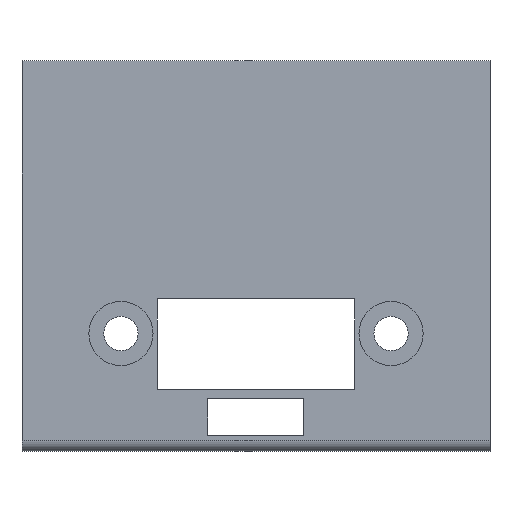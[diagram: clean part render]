
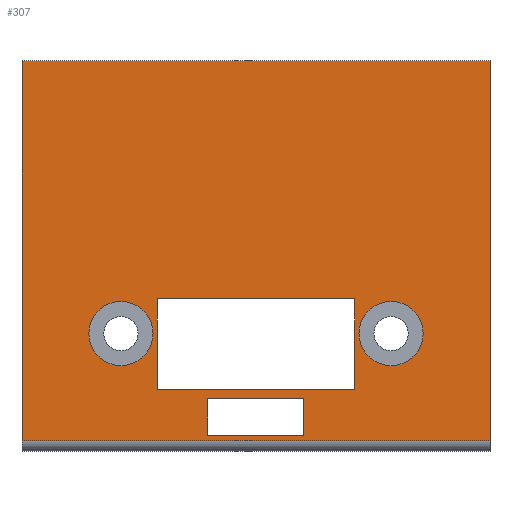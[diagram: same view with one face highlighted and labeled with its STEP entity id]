
A CAD part, left-side view. The second image highlights one B-rep face of the part: STEP entity #307.
In plain terms, the highlighted planar face has unit normal (-1, 0, 0).
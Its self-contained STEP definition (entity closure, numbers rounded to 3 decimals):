
#71 = VERTEX_POINT('',#72);
#72 = CARTESIAN_POINT('',(-8.,41.75,20.));
#78 = EDGE_CURVE('',#71,#79,#81,.T.);
#79 = VERTEX_POINT('',#80);
#80 = CARTESIAN_POINT('',(-8.,41.75,-15.5));
#81 = LINE('',#82,#83);
#82 = CARTESIAN_POINT('',(-8.,41.75,20.));
#83 = VECTOR('',#84,1.);
#84 = DIRECTION('',(0.,0.,-1.));
#102 = EDGE_CURVE('',#79,#103,#105,.T.);
#103 = VERTEX_POINT('',#104);
#104 = CARTESIAN_POINT('',(-8.,-2.,-15.5));
#105 = LINE('',#106,#107);
#106 = CARTESIAN_POINT('',(-8.,41.75,-15.5));
#107 = VECTOR('',#108,1.);
#108 = DIRECTION('',(0.,-1.,0.));
#288 = EDGE_CURVE('',#103,#289,#291,.T.);
#289 = VERTEX_POINT('',#290);
#290 = CARTESIAN_POINT('',(-8.,-2.,20.));
#291 = LINE('',#292,#293);
#292 = CARTESIAN_POINT('',(-8.,-2.,-16.5));
#293 = VECTOR('',#294,1.);
#294 = DIRECTION('',(0.,0.,1.));
#307 = ADVANCED_FACE('',(#308,#319,#353,#364,#430),#441,.F.);
#308 = FACE_BOUND('',#309,.F.);
#309 = EDGE_LOOP('',(#310,#311,#317,#318));
#310 = ORIENTED_EDGE('',*,*,#78,.F.);
#311 = ORIENTED_EDGE('',*,*,#312,.F.);
#312 = EDGE_CURVE('',#289,#71,#313,.T.);
#313 = LINE('',#314,#315);
#314 = CARTESIAN_POINT('',(-8.,-2.,20.));
#315 = VECTOR('',#316,1.);
#316 = DIRECTION('',(0.,1.,0.));
#317 = ORIENTED_EDGE('',*,*,#288,.F.);
#318 = ORIENTED_EDGE('',*,*,#102,.F.);
#319 = FACE_BOUND('',#320,.F.);
#320 = EDGE_LOOP('',(#321,#331,#339,#347));
#321 = ORIENTED_EDGE('',*,*,#322,.T.);
#322 = EDGE_CURVE('',#323,#325,#327,.T.);
#323 = VERTEX_POINT('',#324);
#324 = CARTESIAN_POINT('',(-8.,15.4,-11.6));
#325 = VERTEX_POINT('',#326);
#326 = CARTESIAN_POINT('',(-8.,24.4,-11.6));
#327 = LINE('',#328,#329);
#328 = CARTESIAN_POINT('',(-8.,15.4,-11.6));
#329 = VECTOR('',#330,1.);
#330 = DIRECTION('',(0.,1.,0.));
#331 = ORIENTED_EDGE('',*,*,#332,.T.);
#332 = EDGE_CURVE('',#325,#333,#335,.T.);
#333 = VERTEX_POINT('',#334);
#334 = CARTESIAN_POINT('',(-8.,24.4,-15.));
#335 = LINE('',#336,#337);
#336 = CARTESIAN_POINT('',(-8.,24.4,-11.6));
#337 = VECTOR('',#338,1.);
#338 = DIRECTION('',(0.,0.,-1.));
#339 = ORIENTED_EDGE('',*,*,#340,.T.);
#340 = EDGE_CURVE('',#333,#341,#343,.T.);
#341 = VERTEX_POINT('',#342);
#342 = CARTESIAN_POINT('',(-8.,15.4,-15.));
#343 = LINE('',#344,#345);
#344 = CARTESIAN_POINT('',(-8.,24.4,-15.));
#345 = VECTOR('',#346,1.);
#346 = DIRECTION('',(0.,-1.,0.));
#347 = ORIENTED_EDGE('',*,*,#348,.T.);
#348 = EDGE_CURVE('',#341,#323,#349,.T.);
#349 = LINE('',#350,#351);
#350 = CARTESIAN_POINT('',(-8.,15.4,-15.));
#351 = VECTOR('',#352,1.);
#352 = DIRECTION('',(0.,0.,1.));
#353 = FACE_BOUND('',#354,.F.);
#354 = EDGE_LOOP('',(#355));
#355 = ORIENTED_EDGE('',*,*,#356,.T.);
#356 = EDGE_CURVE('',#357,#357,#359,.T.);
#357 = VERTEX_POINT('',#358);
#358 = CARTESIAN_POINT('',(-8.,32.5,-2.5));
#359 = CIRCLE('',#360,3.);
#360 = AXIS2_PLACEMENT_3D('',#361,#362,#363);
#361 = CARTESIAN_POINT('',(-8.,32.5,-5.5));
#362 = DIRECTION('',(-1.,0.,0.));
#363 = DIRECTION('',(0.,0.,1.));
#364 = FACE_BOUND('',#365,.F.);
#365 = EDGE_LOOP('',(#366,#376,#384,#392,#400,#408,#416,#424));
#366 = ORIENTED_EDGE('',*,*,#367,.T.);
#367 = EDGE_CURVE('',#368,#370,#372,.T.);
#368 = VERTEX_POINT('',#369);
#369 = CARTESIAN_POINT('',(-8.,29.125,-10.75));
#370 = VERTEX_POINT('',#371);
#371 = CARTESIAN_POINT('',(-8.,28.375,-10.75));
#372 = LINE('',#373,#374);
#373 = CARTESIAN_POINT('',(-8.,29.125,-10.75));
#374 = VECTOR('',#375,1.);
#375 = DIRECTION('',(0.,-1.,0.));
#376 = ORIENTED_EDGE('',*,*,#377,.F.);
#377 = EDGE_CURVE('',#378,#370,#380,.T.);
#378 = VERTEX_POINT('',#379);
#379 = CARTESIAN_POINT('',(-8.,11.375,-10.75));
#380 = LINE('',#381,#382);
#381 = CARTESIAN_POINT('',(-8.,11.375,-10.75));
#382 = VECTOR('',#383,1.);
#383 = DIRECTION('',(0.,1.,0.));
#384 = ORIENTED_EDGE('',*,*,#385,.T.);
#385 = EDGE_CURVE('',#378,#386,#388,.T.);
#386 = VERTEX_POINT('',#387);
#387 = CARTESIAN_POINT('',(-8.,10.625,-10.75));
#388 = LINE('',#389,#390);
#389 = CARTESIAN_POINT('',(-8.,11.375,-10.75));
#390 = VECTOR('',#391,1.);
#391 = DIRECTION('',(0.,-1.,0.));
#392 = ORIENTED_EDGE('',*,*,#393,.T.);
#393 = EDGE_CURVE('',#386,#394,#396,.T.);
#394 = VERTEX_POINT('',#395);
#395 = CARTESIAN_POINT('',(-8.,10.625,-2.25));
#396 = LINE('',#397,#398);
#397 = CARTESIAN_POINT('',(-8.,10.625,-10.75));
#398 = VECTOR('',#399,1.);
#399 = DIRECTION('',(0.,0.,1.));
#400 = ORIENTED_EDGE('',*,*,#401,.T.);
#401 = EDGE_CURVE('',#394,#402,#404,.T.);
#402 = VERTEX_POINT('',#403);
#403 = CARTESIAN_POINT('',(-8.,11.375,-2.25));
#404 = LINE('',#405,#406);
#405 = CARTESIAN_POINT('',(-8.,10.625,-2.25));
#406 = VECTOR('',#407,1.);
#407 = DIRECTION('',(0.,1.,0.));
#408 = ORIENTED_EDGE('',*,*,#409,.F.);
#409 = EDGE_CURVE('',#410,#402,#412,.T.);
#410 = VERTEX_POINT('',#411);
#411 = CARTESIAN_POINT('',(-8.,28.375,-2.25));
#412 = LINE('',#413,#414);
#413 = CARTESIAN_POINT('',(-8.,28.375,-2.25));
#414 = VECTOR('',#415,1.);
#415 = DIRECTION('',(0.,-1.,0.));
#416 = ORIENTED_EDGE('',*,*,#417,.T.);
#417 = EDGE_CURVE('',#410,#418,#420,.T.);
#418 = VERTEX_POINT('',#419);
#419 = CARTESIAN_POINT('',(-8.,29.125,-2.25));
#420 = LINE('',#421,#422);
#421 = CARTESIAN_POINT('',(-8.,28.375,-2.25));
#422 = VECTOR('',#423,1.);
#423 = DIRECTION('',(0.,1.,0.));
#424 = ORIENTED_EDGE('',*,*,#425,.T.);
#425 = EDGE_CURVE('',#418,#368,#426,.T.);
#426 = LINE('',#427,#428);
#427 = CARTESIAN_POINT('',(-8.,29.125,-2.25));
#428 = VECTOR('',#429,1.);
#429 = DIRECTION('',(0.,0.,-1.));
#430 = FACE_BOUND('',#431,.F.);
#431 = EDGE_LOOP('',(#432));
#432 = ORIENTED_EDGE('',*,*,#433,.T.);
#433 = EDGE_CURVE('',#434,#434,#436,.T.);
#434 = VERTEX_POINT('',#435);
#435 = CARTESIAN_POINT('',(-8.,7.25,-2.5));
#436 = CIRCLE('',#437,3.);
#437 = AXIS2_PLACEMENT_3D('',#438,#439,#440);
#438 = CARTESIAN_POINT('',(-8.,7.25,-5.5));
#439 = DIRECTION('',(-1.,0.,0.));
#440 = DIRECTION('',(0.,0.,1.));
#441 = PLANE('',#442);
#442 = AXIS2_PLACEMENT_3D('',#443,#444,#445);
#443 = CARTESIAN_POINT('',(-8.,19.875,-1.172));
#444 = DIRECTION('',(1.,0.,0.));
#445 = DIRECTION('',(0.,0.,1.));
